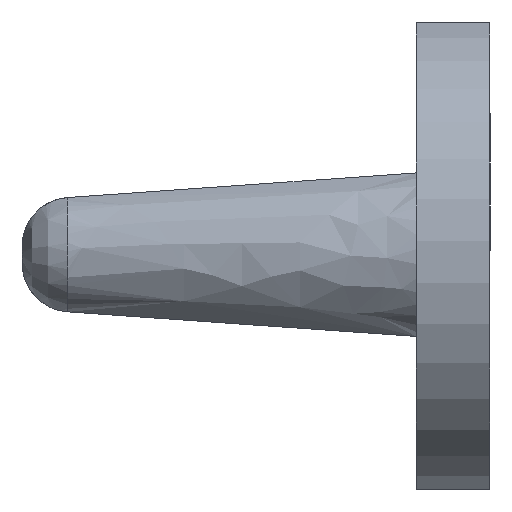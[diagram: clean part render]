
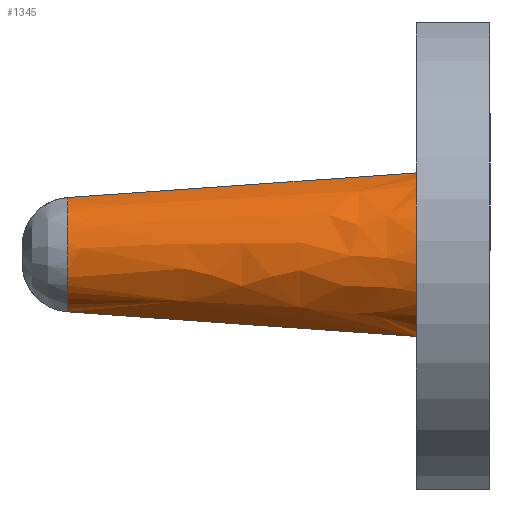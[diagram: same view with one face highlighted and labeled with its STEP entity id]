
A CAD part, left-side view. The second image highlights one B-rep face of the part: STEP entity #1345.
In plain terms, the highlighted free-form (B-spline) face has degree [3, 3] with [7, 4] control points.
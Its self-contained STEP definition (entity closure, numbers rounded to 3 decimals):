
#25=B_SPLINE_CURVE_WITH_KNOTS('',3,(#2144,#2145,#2146,#2147,#2148,#2149,
#2150),.UNSPECIFIED.,.F.,.F.,(4,1,1,1,4),(0.,0.016,
0.032,0.044,0.056),.UNSPECIFIED.);
#51=B_SPLINE_SURFACE_WITH_KNOTS('',3,3,((#2176,#2177,#2178,#2179),(#2180,
#2181,#2182,#2183),(#2184,#2185,#2186,#2187),(#2188,#2189,#2190,#2191),
(#2192,#2193,#2194,#2195),(#2196,#2197,#2198,#2199),(#2200,#2201,#2202,
#2203)),.UNSPECIFIED.,.F.,.F.,.F.,(4,1,1,1,4),(4,4),(0.,
0.214,0.429,0.714,1.),
(0.,0.884),.UNSPECIFIED.);
#138=FACE_OUTER_BOUND('',#224,.T.);
#224=EDGE_LOOP('',(#990,#991,#992,#993));
#322=LINE('',#2174,#438);
#324=LINE('',#2204,#440);
#438=VECTOR('',#1620,10.);
#440=VECTOR('',#1622,8.02);
#539=CIRCLE('',#1448,1.722);
#598=VERTEX_POINT('',#1932);
#601=VERTEX_POINT('',#1969);
#611=VERTEX_POINT('',#2141);
#612=VERTEX_POINT('',#2143);
#739=EDGE_CURVE('',#601,#598,#539,.T.);
#749=EDGE_CURVE('',#611,#612,#25,.T.);
#756=EDGE_CURVE('',#612,#601,#322,.F.);
#758=EDGE_CURVE('',#598,#611,#324,.T.);
#990=ORIENTED_EDGE('',*,*,#749,.F.);
#991=ORIENTED_EDGE('',*,*,#758,.F.);
#992=ORIENTED_EDGE('',*,*,#739,.F.);
#993=ORIENTED_EDGE('',*,*,#756,.F.);
#1345=ADVANCED_FACE('',(#138),#51,.T.);
#1448=AXIS2_PLACEMENT_3D('',#2000,#1604,#1605);
#1604=DIRECTION('center_axis',(0.,-1.,0.));
#1605=DIRECTION('ref_axis',(-0.234,0.,-0.972));
#1620=DIRECTION('',(0.012,0.997,-0.07));
#1622=DIRECTION('',(0.009,0.997,0.07));
#1932=CARTESIAN_POINT('',(-9.402,1.553,39.826));
#1969=CARTESIAN_POINT('',(-9.506,1.553,43.146));
#2000=CARTESIAN_POINT('Origin',(-9.,1.553,41.5));
#2141=CARTESIAN_POINT('',(-9.337,8.624,40.326));
#2143=CARTESIAN_POINT('',(-9.423,8.624,42.646));
#2144=CARTESIAN_POINT('Ctrl Pts',(-9.337,8.624,40.326));
#2145=CARTESIAN_POINT('Ctrl Pts',(-9.618,8.624,40.406));
#2146=CARTESIAN_POINT('Ctrl Pts',(-10.117,8.624,40.777));
#2147=CARTESIAN_POINT('Ctrl Pts',(-10.301,8.624,41.612));
#2148=CARTESIAN_POINT('Ctrl Pts',(-9.997,8.624,42.305));
#2149=CARTESIAN_POINT('Ctrl Pts',(-9.629,8.624,42.57));
#2150=CARTESIAN_POINT('Ctrl Pts',(-9.423,8.624,42.646));
#2174=CARTESIAN_POINT('',(-9.506,1.553,43.146));
#2176=CARTESIAN_POINT('Ctrl Pts',(-9.402,1.553,39.826));
#2177=CARTESIAN_POINT('Ctrl Pts',(-9.38,3.91,39.992));
#2178=CARTESIAN_POINT('Ctrl Pts',(-9.359,6.267,40.159));
#2179=CARTESIAN_POINT('Ctrl Pts',(-9.337,8.624,40.326));
#2180=CARTESIAN_POINT('Ctrl Pts',(-9.714,1.553,39.901));
#2181=CARTESIAN_POINT('Ctrl Pts',(-9.658,3.91,40.063));
#2182=CARTESIAN_POINT('Ctrl Pts',(-9.603,6.267,40.224));
#2183=CARTESIAN_POINT('Ctrl Pts',(-9.547,8.624,40.386));
#2184=CARTESIAN_POINT('Ctrl Pts',(-10.293,1.553,40.229));
#2185=CARTESIAN_POINT('Ctrl Pts',(-10.174,3.91,40.36));
#2186=CARTESIAN_POINT('Ctrl Pts',(-10.054,6.267,40.491));
#2187=CARTESIAN_POINT('Ctrl Pts',(-9.934,8.624,40.622));
#2188=CARTESIAN_POINT('Ctrl Pts',(-10.827,1.553,41.206));
#2189=CARTESIAN_POINT('Ctrl Pts',(-10.648,3.91,41.234));
#2190=CARTESIAN_POINT('Ctrl Pts',(-10.468,6.267,41.263));
#2191=CARTESIAN_POINT('Ctrl Pts',(-10.289,8.624,41.291));
#2192=CARTESIAN_POINT('Ctrl Pts',(-10.632,1.553,42.449));
#2193=CARTESIAN_POINT('Ctrl Pts',(-10.477,3.91,42.346));
#2194=CARTESIAN_POINT('Ctrl Pts',(-10.323,6.267,42.242));
#2195=CARTESIAN_POINT('Ctrl Pts',(-10.168,8.624,42.138));
#2196=CARTESIAN_POINT('Ctrl Pts',(-9.915,1.553,43.02));
#2197=CARTESIAN_POINT('Ctrl Pts',(-9.842,3.91,42.861));
#2198=CARTESIAN_POINT('Ctrl Pts',(-9.77,6.267,42.704));
#2199=CARTESIAN_POINT('Ctrl Pts',(-9.697,8.624,42.545));
#2200=CARTESIAN_POINT('Ctrl Pts',(-9.506,1.553,43.146));
#2201=CARTESIAN_POINT('Ctrl Pts',(-9.479,3.91,42.979));
#2202=CARTESIAN_POINT('Ctrl Pts',(-9.451,6.267,42.812));
#2203=CARTESIAN_POINT('Ctrl Pts',(-9.423,8.624,42.646));
#2204=CARTESIAN_POINT('',(-9.402,1.553,39.826));
